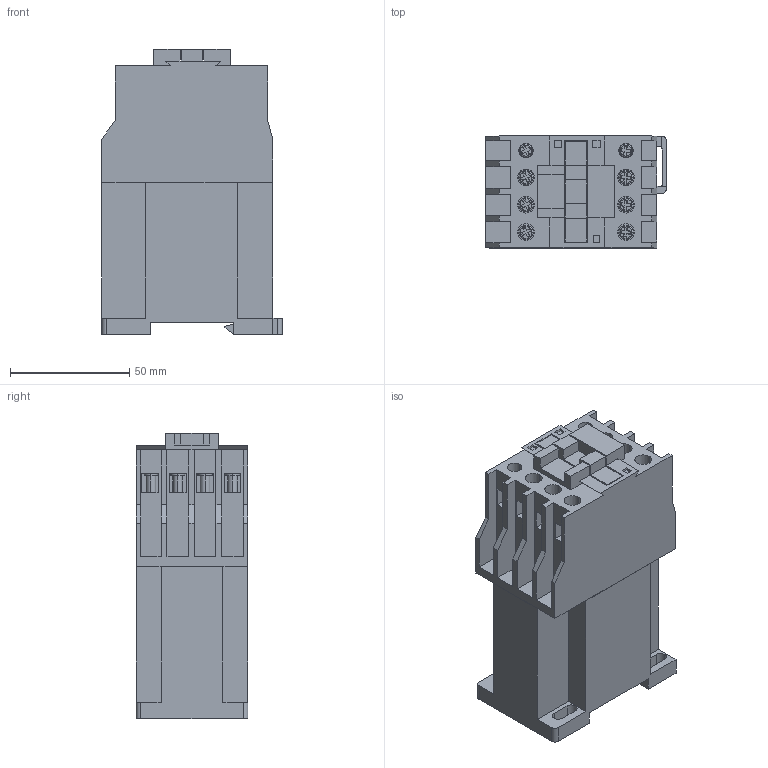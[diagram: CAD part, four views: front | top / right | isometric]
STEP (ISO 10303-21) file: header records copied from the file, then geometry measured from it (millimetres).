
FILE_DESCRIPTION (( 'STEP AP203' ), '1' );
FILE_NAME ('ÊÌÝï-18À.STEP', '2018-03-06T07:29:09', ( '' ), ( '' ), 'SwSTEP 2.0', 'SolidWorks 2017', '' );
FILE_SCHEMA (( 'CONFIG_CONTROL_DESIGN' ));
Length unit declared in the file: millimetre
Products named in the file (1): ÊÌÝï-18À
Bounding box: 76 x 47 x 120 mm (x, y, z)
Volume: 293961 mm3; surface area: 51744.1 mm2
Topology: 5 solids, 5 shells, 438 faces, 1169 edges, 765 vertices
Faces by surface type: plane 354, cylinder 68, torus 16
Entity records: 13595 total; most frequent: CARTESIAN_POINT 2373, ORIENTED_EDGE 2338, DIRECTION 2232, EDGE_CURVE 1169, LINE 984, VECTOR 984, VERTEX_POINT 765, AXIS2_PLACEMENT_3D 624
